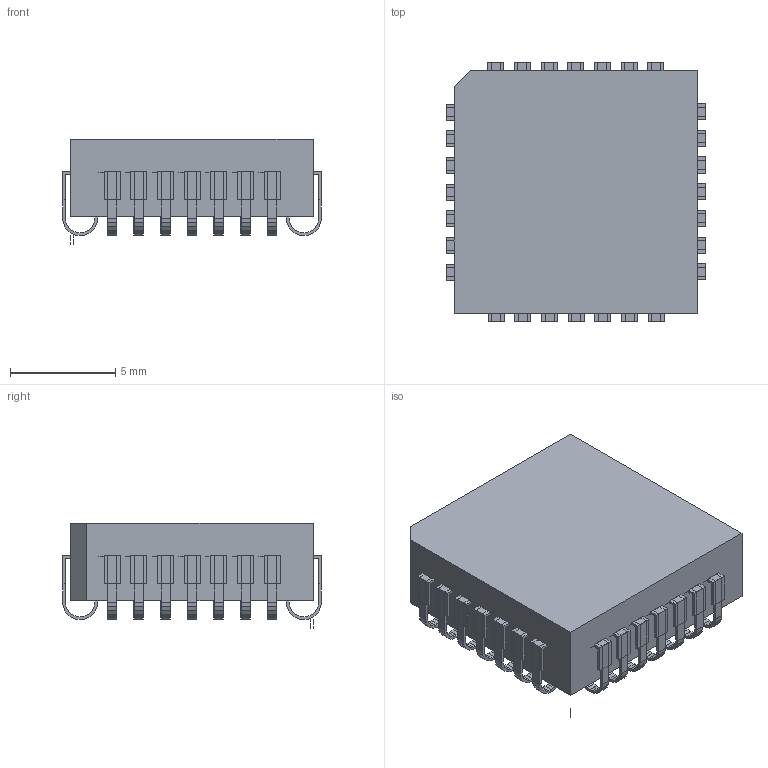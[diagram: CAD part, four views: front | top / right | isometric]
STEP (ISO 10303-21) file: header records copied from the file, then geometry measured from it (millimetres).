
FILE_DESCRIPTION (( 'STEP AP214' ), '1' );
FILE_NAME ('SW3dPS-PLCC28.STEP', '2009-05-14T00:25:20', ( 'sysAdmin' ), ( 'SolidWorks' ), 'SwSTEP 2.0', 'SolidWorks 2009', '' );
FILE_SCHEMA (( 'AUTOMOTIVE_DESIGN' ));
Length unit declared in the file: millimetre
Products named in the file (15): SW3dPS-PLCC28_Free-Models; SW3dPS-PLCC28; SW3dPS-PLCC28_Board; SW3dPS-PLCC28_Free-Models2; SW3dPS-PLCC28_Board1; SW3dPS-PLCC28_352707280; SW3dPS-PLCC28_Free-Models1; SW3dPS-PLCC28_BODYPLCC28; SW3dPS-PLCC28_Extruded; SW3dPS-PLCC28_352705872; SW3dPS-PLCC28_Extruded2; SW3dPS-PLCC28_352705488; SW3dPS-PLCC28_PINPLCC; SW3dPS-PLCC28_Board2; SW3dPS-PLCC28_Extruded1
Assembly tree (41 placements, depth 6):
  SW3dPS-PLCC28
    SW3dPS-PLCC28_Free-Models
      SW3dPS-PLCC28_PINPLCC  x28
        SW3dPS-PLCC28_Board
        SW3dPS-PLCC28_Free-Models2
          SW3dPS-PLCC28_352705488
            SW3dPS-PLCC28_Extruded2
          SW3dPS-PLCC28_352705872
            SW3dPS-PLCC28_Extruded
      SW3dPS-PLCC28_BODYPLCC28
        SW3dPS-PLCC28_Board2
        SW3dPS-PLCC28_Free-Models1
          SW3dPS-PLCC28_352707280
            SW3dPS-PLCC28_Extruded1
    SW3dPS-PLCC28_Board1
Bounding box: 12.32 x 12.32 x 5 mm (x, y, z)
Volume: 495.2 mm3; surface area: 679.1 mm2
Topology: 59 solids, 143 shells, 1559 faces, 4183 edges, 2826 vertices
Faces by surface type: plane 1559
Entity records: 2878 total; most frequent: CARTESIAN_POINT 446, DIRECTION 439, ORIENTED_EDGE 364, EDGE_CURVE 187, VECTOR 185, LINE 185, AXIS2_PLACEMENT_3D 127, VERTEX_POINT 126
